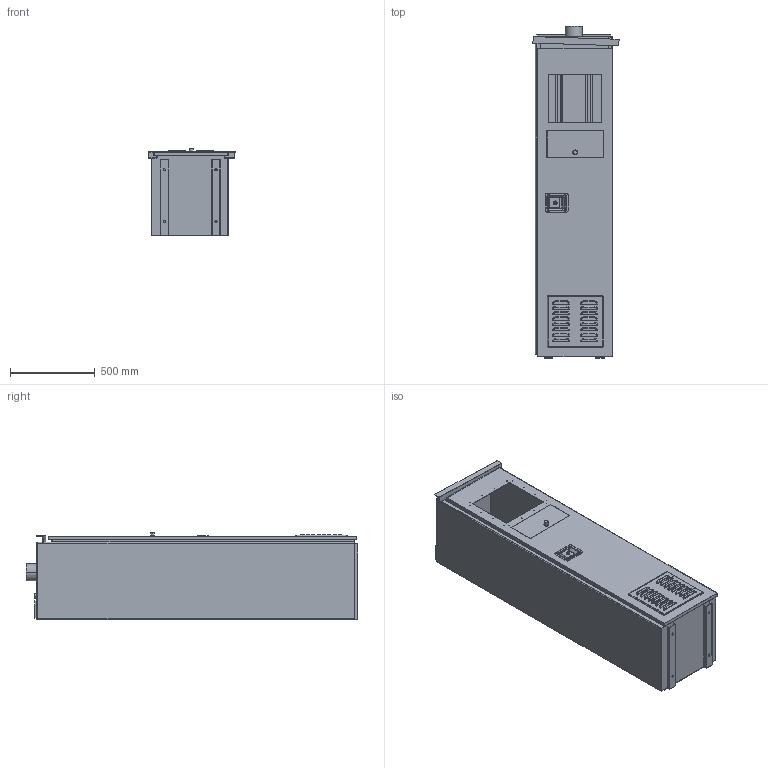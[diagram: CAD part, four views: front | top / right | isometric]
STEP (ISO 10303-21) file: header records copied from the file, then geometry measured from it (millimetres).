
FILE_DESCRIPTION((''),'2;1');
FILE_NAME('MCAB-0488-UN_ASM','2019-10-14T15:24:39',('Dlachman'),('MATHESON TRI-GAS'),'CREO PARAMETRIC BY PTC INC, 2018260','CREO PARAMETRIC BY PTC INC, 2018260','');
FILE_SCHEMA(('CONFIG_CONTROL_DESIGN'));
Length unit declared in the file: inch
Products named in the file (17): 1177HH-FRAME-1CE; 1177HH-ROOF; 1177HH-COVER; 1177HH-DOOR; MLAT-0020-PT1; MCAB-NPT-CPL; MCAB-ACC-LATCH; MCAB-DOOR-LOUVER; MCAB-0156-UN-GUTTER; MCAB-0156-UN_ASM; MNUT-0067-SZ; MWAS-0043-SZ; MSTA-0026-SA; M710-C; MSCR-0134-SZ; MSKR-0005-XX; MCAB-0488-UN_ASM
Assembly tree (20 placements, depth 3):
  MCAB-0488-UN_ASM
    MCAB-0156-UN_ASM
      1177HH-FRAME-1CE
      1177HH-ROOF
      1177HH-COVER
      1177HH-DOOR
      MLAT-0020-PT1
      MCAB-NPT-CPL
      MCAB-ACC-LATCH
      MCAB-DOOR-LOUVER
      MCAB-0156-UN-GUTTER
    MNUT-0067-SZ  x2
    MWAS-0043-SZ  x2
    MSTA-0026-SA  x2
    M710-C
    MSCR-0134-SZ  x2
    MSKR-0005-XX
Bounding box: 508.93 x 1962.15 x 516.23 mm (x, y, z)
Volume: 13713842.5 mm3; surface area: 9290380.2 mm2
Topology: 22 solids, 24 shells, 991 faces, 2621 edges, 1706 vertices
Faces by surface type: plane 438, cylinder 365, torus 84, cone 80, sphere 16, bspline 8
Entity records: 30884 total; most frequent: CARTESIAN_POINT 5748, DIRECTION 5535, ORIENTED_EDGE 5010, EDGE_CURVE 2507, AXIS2_PLACEMENT_3D 2089, VERTEX_POINT 1642, VECTOR 1357, LINE 1357
